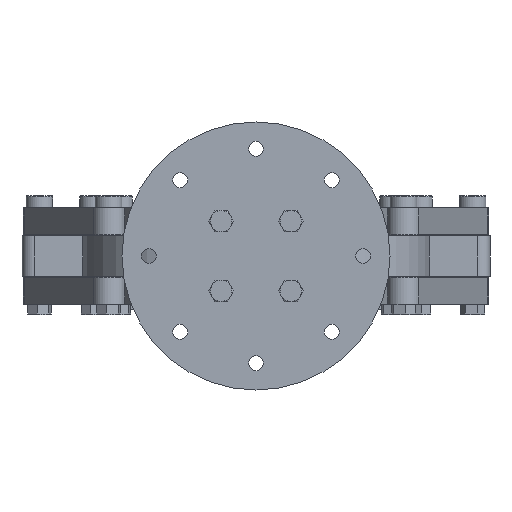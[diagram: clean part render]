
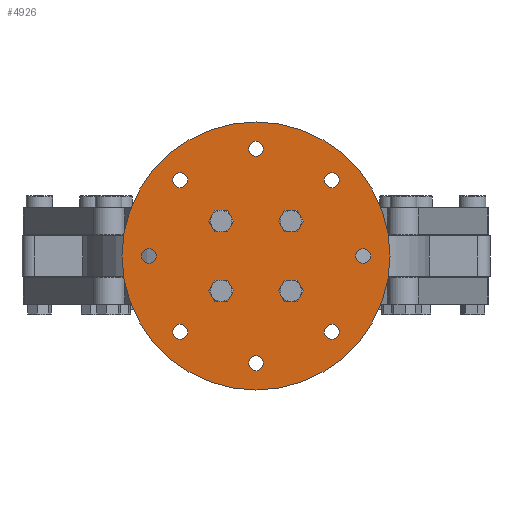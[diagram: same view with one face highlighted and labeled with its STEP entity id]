
A CAD part, front view. The second image highlights one B-rep face of the part: STEP entity #4926.
In plain terms, the highlighted face is planar.
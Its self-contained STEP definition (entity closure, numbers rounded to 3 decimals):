
#507=FACE_BOUND('',#1177,.T.);
#508=FACE_BOUND('',#1178,.T.);
#509=FACE_BOUND('',#1179,.T.);
#510=FACE_BOUND('',#1180,.T.);
#511=FACE_BOUND('',#1181,.T.);
#512=FACE_BOUND('',#1182,.T.);
#513=FACE_BOUND('',#1183,.T.);
#514=FACE_BOUND('',#1184,.T.);
#515=FACE_BOUND('',#1185,.T.);
#516=FACE_BOUND('',#1186,.T.);
#517=FACE_BOUND('',#1187,.T.);
#518=FACE_BOUND('',#1188,.T.);
#643=CIRCLE('',#5546,50.);
#644=CIRCLE('',#5548,2.75);
#645=CIRCLE('',#5549,2.75);
#646=CIRCLE('',#5550,2.75);
#647=CIRCLE('',#5551,2.75);
#648=CIRCLE('',#5552,2.75);
#649=CIRCLE('',#5553,2.75);
#650=CIRCLE('',#5554,2.75);
#651=CIRCLE('',#5555,2.75);
#652=CIRCLE('',#5556,2.75);
#653=CIRCLE('',#5557,2.75);
#654=CIRCLE('',#5558,2.75);
#655=CIRCLE('',#5559,2.75);
#891=FACE_OUTER_BOUND('',#1176,.T.);
#1176=EDGE_LOOP('',(#3661));
#1177=EDGE_LOOP('',(#3662));
#1178=EDGE_LOOP('',(#3663));
#1179=EDGE_LOOP('',(#3664));
#1180=EDGE_LOOP('',(#3665));
#1181=EDGE_LOOP('',(#3666));
#1182=EDGE_LOOP('',(#3667));
#1183=EDGE_LOOP('',(#3668));
#1184=EDGE_LOOP('',(#3669));
#1185=EDGE_LOOP('',(#3670));
#1186=EDGE_LOOP('',(#3671));
#1187=EDGE_LOOP('',(#3672));
#1188=EDGE_LOOP('',(#3673));
#2374=VERTEX_POINT('',#7980);
#2375=VERTEX_POINT('',#7984);
#2376=VERTEX_POINT('',#7986);
#2377=VERTEX_POINT('',#7988);
#2378=VERTEX_POINT('',#7990);
#2379=VERTEX_POINT('',#7992);
#2380=VERTEX_POINT('',#7994);
#2381=VERTEX_POINT('',#7996);
#2382=VERTEX_POINT('',#7998);
#2383=VERTEX_POINT('',#8000);
#2384=VERTEX_POINT('',#8002);
#2385=VERTEX_POINT('',#8004);
#2386=VERTEX_POINT('',#8006);
#2862=EDGE_CURVE('',#2374,#2374,#643,.T.);
#2863=EDGE_CURVE('',#2375,#2375,#644,.T.);
#2864=EDGE_CURVE('',#2376,#2376,#645,.T.);
#2865=EDGE_CURVE('',#2377,#2377,#646,.T.);
#2866=EDGE_CURVE('',#2378,#2378,#647,.T.);
#2867=EDGE_CURVE('',#2379,#2379,#648,.T.);
#2868=EDGE_CURVE('',#2380,#2380,#649,.T.);
#2869=EDGE_CURVE('',#2381,#2381,#650,.T.);
#2870=EDGE_CURVE('',#2382,#2382,#651,.T.);
#2871=EDGE_CURVE('',#2383,#2383,#652,.T.);
#2872=EDGE_CURVE('',#2384,#2384,#653,.T.);
#2873=EDGE_CURVE('',#2385,#2385,#654,.T.);
#2874=EDGE_CURVE('',#2386,#2386,#655,.T.);
#3661=ORIENTED_EDGE('',*,*,#2862,.T.);
#3662=ORIENTED_EDGE('',*,*,#2863,.F.);
#3663=ORIENTED_EDGE('',*,*,#2864,.F.);
#3664=ORIENTED_EDGE('',*,*,#2865,.F.);
#3665=ORIENTED_EDGE('',*,*,#2866,.F.);
#3666=ORIENTED_EDGE('',*,*,#2867,.F.);
#3667=ORIENTED_EDGE('',*,*,#2868,.F.);
#3668=ORIENTED_EDGE('',*,*,#2869,.F.);
#3669=ORIENTED_EDGE('',*,*,#2870,.F.);
#3670=ORIENTED_EDGE('',*,*,#2871,.F.);
#3671=ORIENTED_EDGE('',*,*,#2872,.F.);
#3672=ORIENTED_EDGE('',*,*,#2873,.F.);
#3673=ORIENTED_EDGE('',*,*,#2874,.F.);
#4743=PLANE('',#5547);
#4926=ADVANCED_FACE('',(#891,#507,#508,#509,#510,#511,#512,#513,#514,#515,
#516,#517,#518),#4743,.T.);
#5546=AXIS2_PLACEMENT_3D('',#7982,#6318,#6319);
#5547=AXIS2_PLACEMENT_3D('',#7983,#6320,#6321);
#5548=AXIS2_PLACEMENT_3D('',#7985,#6322,#6323);
#5549=AXIS2_PLACEMENT_3D('',#7987,#6324,#6325);
#5550=AXIS2_PLACEMENT_3D('',#7989,#6326,#6327);
#5551=AXIS2_PLACEMENT_3D('',#7991,#6328,#6329);
#5552=AXIS2_PLACEMENT_3D('',#7993,#6330,#6331);
#5553=AXIS2_PLACEMENT_3D('',#7995,#6332,#6333);
#5554=AXIS2_PLACEMENT_3D('',#7997,#6334,#6335);
#5555=AXIS2_PLACEMENT_3D('',#7999,#6336,#6337);
#5556=AXIS2_PLACEMENT_3D('',#8001,#6338,#6339);
#5557=AXIS2_PLACEMENT_3D('',#8003,#6340,#6341);
#5558=AXIS2_PLACEMENT_3D('',#8005,#6342,#6343);
#5559=AXIS2_PLACEMENT_3D('',#8007,#6344,#6345);
#6318=DIRECTION('center_axis',(0.,0.,1.));
#6319=DIRECTION('ref_axis',(1.,0.,0.));
#6320=DIRECTION('center_axis',(0.,0.,1.));
#6321=DIRECTION('ref_axis',(1.,0.,0.));
#6322=DIRECTION('center_axis',(0.,0.,1.));
#6323=DIRECTION('ref_axis',(1.,0.,0.));
#6324=DIRECTION('center_axis',(0.,0.,1.));
#6325=DIRECTION('ref_axis',(1.,0.,0.));
#6326=DIRECTION('center_axis',(0.,0.,1.));
#6327=DIRECTION('ref_axis',(1.,0.,0.));
#6328=DIRECTION('center_axis',(0.,0.,1.));
#6329=DIRECTION('ref_axis',(1.,0.,0.));
#6330=DIRECTION('center_axis',(0.,0.,1.));
#6331=DIRECTION('ref_axis',(1.,0.,0.));
#6332=DIRECTION('center_axis',(0.,0.,1.));
#6333=DIRECTION('ref_axis',(1.,0.,0.));
#6334=DIRECTION('center_axis',(0.,0.,1.));
#6335=DIRECTION('ref_axis',(1.,0.,0.));
#6336=DIRECTION('center_axis',(0.,0.,1.));
#6337=DIRECTION('ref_axis',(1.,0.,0.));
#6338=DIRECTION('center_axis',(0.,0.,1.));
#6339=DIRECTION('ref_axis',(1.,0.,0.));
#6340=DIRECTION('center_axis',(0.,0.,1.));
#6341=DIRECTION('ref_axis',(1.,0.,0.));
#6342=DIRECTION('center_axis',(0.,0.,1.));
#6343=DIRECTION('ref_axis',(1.,0.,0.));
#6344=DIRECTION('center_axis',(0.,0.,1.));
#6345=DIRECTION('ref_axis',(1.,0.,0.));
#7980=CARTESIAN_POINT('',(50.,0.,5.));
#7982=CARTESIAN_POINT('Origin',(0.,0.,5.));
#7983=CARTESIAN_POINT('Origin',(0.,0.,5.));
#7984=CARTESIAN_POINT('',(10.25,13.,5.));
#7985=CARTESIAN_POINT('Origin',(13.,13.,5.));
#7986=CARTESIAN_POINT('',(10.25,-13.,5.));
#7987=CARTESIAN_POINT('Origin',(13.,-13.,5.));
#7988=CARTESIAN_POINT('',(-15.75,13.,5.));
#7989=CARTESIAN_POINT('Origin',(-13.,13.,5.));
#7990=CARTESIAN_POINT('',(-15.75,-13.,5.));
#7991=CARTESIAN_POINT('Origin',(-13.,-13.,5.));
#7992=CARTESIAN_POINT('',(-31.034,-28.284,5.));
#7993=CARTESIAN_POINT('Origin',(-28.284,-28.284,5.));
#7994=CARTESIAN_POINT('',(-42.75,0.,5.));
#7995=CARTESIAN_POINT('Origin',(-40.,0.,5.));
#7996=CARTESIAN_POINT('',(-31.034,28.284,5.));
#7997=CARTESIAN_POINT('Origin',(-28.284,28.284,5.));
#7998=CARTESIAN_POINT('',(-2.75,40.,5.));
#7999=CARTESIAN_POINT('Origin',(0.,40.,5.));
#8000=CARTESIAN_POINT('',(25.534,28.284,5.));
#8001=CARTESIAN_POINT('Origin',(28.284,28.284,5.));
#8002=CARTESIAN_POINT('',(37.25,0.,5.));
#8003=CARTESIAN_POINT('Origin',(40.,0.,5.));
#8004=CARTESIAN_POINT('',(25.534,-28.284,5.));
#8005=CARTESIAN_POINT('Origin',(28.284,-28.284,5.));
#8006=CARTESIAN_POINT('',(-2.75,-40.,5.));
#8007=CARTESIAN_POINT('Origin',(0.,-40.,5.));
